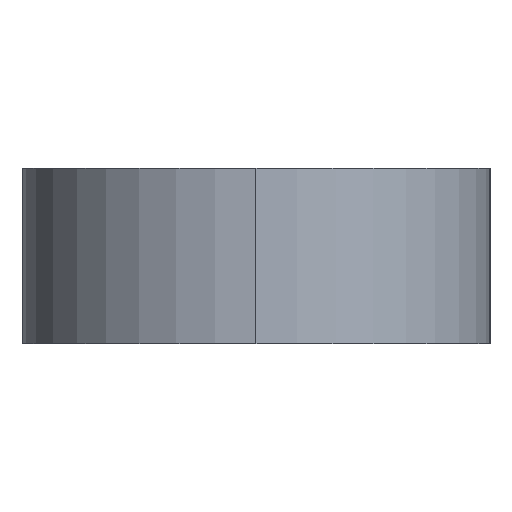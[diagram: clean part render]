
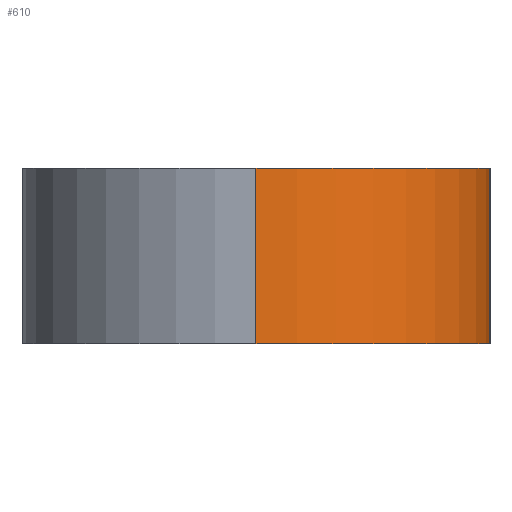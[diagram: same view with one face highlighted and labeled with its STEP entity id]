
A CAD part, left-side view. The second image highlights one B-rep face of the part: STEP entity #610.
In plain terms, the highlighted cylindrical face has radius 4 mm (diameter 8 mm), a partial arc.
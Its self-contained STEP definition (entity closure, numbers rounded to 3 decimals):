
#8 = VERTEX_POINT ( 'NONE', #193 ) ;
#38 = VECTOR ( 'NONE', #201, 1000. ) ;
#47 = CARTESIAN_POINT ( 'NONE',  ( -10., 0., 3. ) ) ;
#68 = DIRECTION ( 'NONE',  ( -1., 0., 0. ) ) ;
#79 = VERTEX_POINT ( 'NONE', #432 ) ;
#94 = CARTESIAN_POINT ( 'NONE',  ( -10., -4., 3. ) ) ;
#106 = AXIS2_PLACEMENT_3D ( 'NONE', #178, #513, #68 ) ;
#125 = VECTOR ( 'NONE', #602, 1000. ) ;
#128 = DIRECTION ( 'NONE',  ( 0., 0., 1. ) ) ;
#178 = CARTESIAN_POINT ( 'NONE',  ( -10., 0., 3. ) ) ;
#193 = CARTESIAN_POINT ( 'NONE',  ( -10., -4., 3. ) ) ;
#201 = DIRECTION ( 'NONE',  ( 0., 0., -1. ) ) ;
#235 = FACE_OUTER_BOUND ( 'NONE', #333, .T. ) ;
#237 = EDGE_CURVE ( 'NONE', #433, #8, #659, .T. ) ;
#243 = DIRECTION ( 'NONE',  ( 1., 0., 0. ) ) ;
#260 = EDGE_CURVE ( 'NONE', #433, #393, #723, .T. ) ;
#267 = DIRECTION ( 'NONE',  ( 0., 0., 1. ) ) ;
#284 = CARTESIAN_POINT ( 'NONE',  ( -14., 0., 0. ) ) ;
#333 = EDGE_LOOP ( 'NONE', ( #671, #551, #566, #624 ) ) ;
#344 = AXIS2_PLACEMENT_3D ( 'NONE', #47, #267, #435 ) ;
#393 = VERTEX_POINT ( 'NONE', #284 ) ;
#432 = CARTESIAN_POINT ( 'NONE',  ( -10., -4., 0. ) ) ;
#433 = VERTEX_POINT ( 'NONE', #576 ) ;
#435 = DIRECTION ( 'NONE',  ( 1., 0., 0. ) ) ;
#485 = EDGE_CURVE ( 'NONE', #8, #79, #636, .T. ) ;
#497 = CIRCLE ( 'NONE', #592, 4. ) ;
#513 = DIRECTION ( 'NONE',  ( 0., 0., -1. ) ) ;
#551 = ORIENTED_EDGE ( 'NONE', *, *, #260, .T. ) ;
#566 = ORIENTED_EDGE ( 'NONE', *, *, #672, .T. ) ;
#574 = CYLINDRICAL_SURFACE ( 'NONE', #106, 4. ) ;
#576 = CARTESIAN_POINT ( 'NONE',  ( -14., 0., 3. ) ) ;
#592 = AXIS2_PLACEMENT_3D ( 'NONE', #685, #128, #243 ) ;
#600 = CARTESIAN_POINT ( 'NONE',  ( -14., 0., 3. ) ) ;
#602 = DIRECTION ( 'NONE',  ( 0., 0., -1. ) ) ;
#610 = ADVANCED_FACE ( 'NONE', ( #235 ), #574, .T. ) ;
#624 = ORIENTED_EDGE ( 'NONE', *, *, #485, .F. ) ;
#636 = LINE ( 'NONE', #94, #38 ) ;
#659 = CIRCLE ( 'NONE', #344, 4. ) ;
#671 = ORIENTED_EDGE ( 'NONE', *, *, #237, .F. ) ;
#672 = EDGE_CURVE ( 'NONE', #393, #79, #497, .T. ) ;
#685 = CARTESIAN_POINT ( 'NONE',  ( -10., 0., 0. ) ) ;
#723 = LINE ( 'NONE', #600, #125 ) ;
